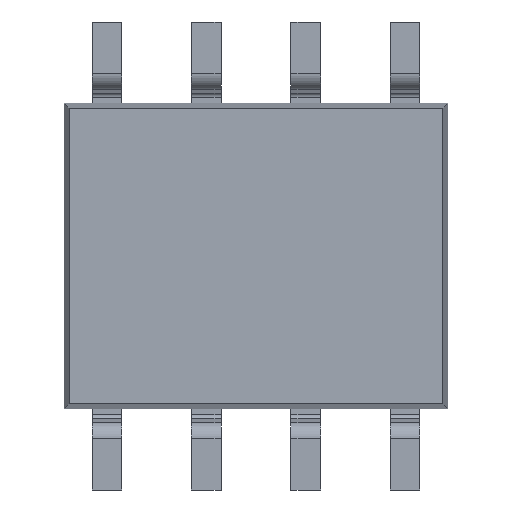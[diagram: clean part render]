
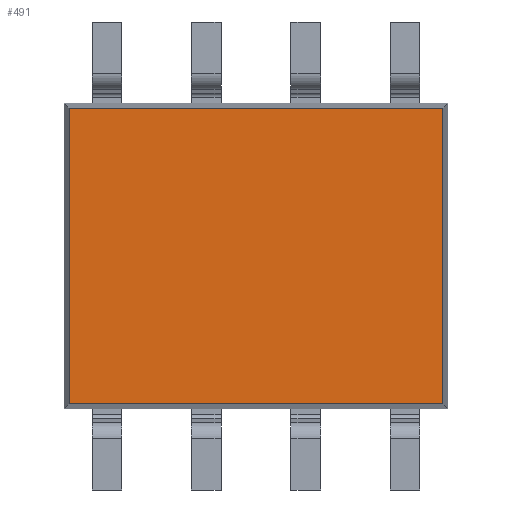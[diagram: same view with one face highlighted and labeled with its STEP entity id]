
A CAD part, front view. The second image highlights one B-rep face of the part: STEP entity #491.
In plain terms, the highlighted planar face has unit normal (0, -1, 0).
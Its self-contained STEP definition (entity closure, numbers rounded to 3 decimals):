
#42 = DIRECTION ( 'NONE',  ( 0., -1., 0. ) ) ;
#236 = VECTOR ( 'NONE', #3455, 1000. ) ;
#477 = VECTOR ( 'NONE', #566, 1000. ) ;
#491 = ADVANCED_FACE ( 'NONE', ( #2109 ), #2020, .T. ) ;
#566 = DIRECTION ( 'NONE',  ( 0., 0., 1. ) ) ;
#666 = LINE ( 'NONE', #851, #477 ) ;
#851 = CARTESIAN_POINT ( 'NONE',  ( 4.839, -0.5, -3.9 ) ) ;
#1058 = AXIS2_PLACEMENT_3D ( 'NONE', #1456, #42, #2032 ) ;
#1067 = ORIENTED_EDGE ( 'NONE', *, *, #2400, .T. ) ;
#1079 = EDGE_CURVE ( 'NONE', #2456, #1236, #2268, .T. ) ;
#1236 = VERTEX_POINT ( 'NONE', #3525 ) ;
#1358 = LINE ( 'NONE', #2927, #1665 ) ;
#1386 = CARTESIAN_POINT ( 'NONE',  ( 0., -0.5, -0.061 ) ) ;
#1456 = CARTESIAN_POINT ( 'NONE',  ( 0., -0.5, -3.9 ) ) ;
#1470 = ORIENTED_EDGE ( 'NONE', *, *, #3179, .T. ) ;
#1615 = VERTEX_POINT ( 'NONE', #2398 ) ;
#1665 = VECTOR ( 'NONE', #2049, 1000. ) ;
#1903 = EDGE_LOOP ( 'NONE', ( #1067, #2575, #1470, #2671 ) ) ;
#1947 = LINE ( 'NONE', #1386, #2619 ) ;
#1965 = CARTESIAN_POINT ( 'NONE',  ( 4.839, -0.5, -0.061 ) ) ;
#2020 = PLANE ( 'NONE',  #1058 ) ;
#2032 = DIRECTION ( 'NONE',  ( 0., 0., -1. ) ) ;
#2049 = DIRECTION ( 'NONE',  ( 0., 0., -1. ) ) ;
#2109 = FACE_OUTER_BOUND ( 'NONE', #1903, .T. ) ;
#2268 = LINE ( 'NONE', #2320, #236 ) ;
#2320 = CARTESIAN_POINT ( 'NONE',  ( 0., -0.5, -3.839 ) ) ;
#2398 = CARTESIAN_POINT ( 'NONE',  ( 0.061, -0.5, -0.061 ) ) ;
#2400 = EDGE_CURVE ( 'NONE', #1236, #2989, #666, .T. ) ;
#2456 = VERTEX_POINT ( 'NONE', #2583 ) ;
#2575 = ORIENTED_EDGE ( 'NONE', *, *, #3000, .T. ) ;
#2583 = CARTESIAN_POINT ( 'NONE',  ( 0.061, -0.5, -3.839 ) ) ;
#2619 = VECTOR ( 'NONE', #3062, 1000. ) ;
#2671 = ORIENTED_EDGE ( 'NONE', *, *, #1079, .T. ) ;
#2927 = CARTESIAN_POINT ( 'NONE',  ( 0.061, -0.5, -3.9 ) ) ;
#2989 = VERTEX_POINT ( 'NONE', #1965 ) ;
#3000 = EDGE_CURVE ( 'NONE', #2989, #1615, #1947, .T. ) ;
#3062 = DIRECTION ( 'NONE',  ( -1., 0., 0. ) ) ;
#3179 = EDGE_CURVE ( 'NONE', #1615, #2456, #1358, .T. ) ;
#3455 = DIRECTION ( 'NONE',  ( 1., 0., 0. ) ) ;
#3525 = CARTESIAN_POINT ( 'NONE',  ( 4.839, -0.5, -3.839 ) ) ;
